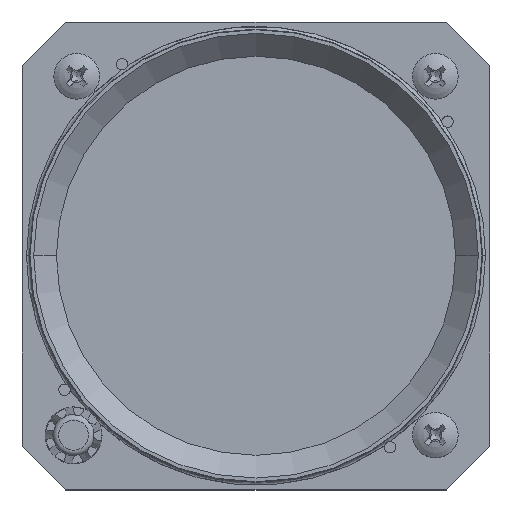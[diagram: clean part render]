
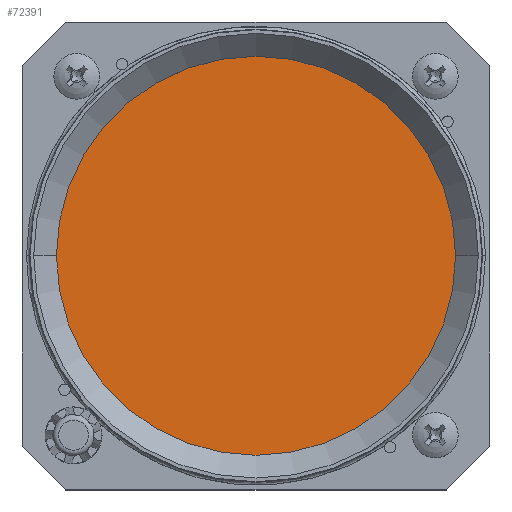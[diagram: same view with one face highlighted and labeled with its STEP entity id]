
A CAD part, top view. The second image highlights one B-rep face of the part: STEP entity #72391.
In plain terms, the highlighted planar face has unit normal (0, 0, 1).
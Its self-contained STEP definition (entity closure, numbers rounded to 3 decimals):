
#72363 = VERTEX_POINT('',#72364);
#72364 = CARTESIAN_POINT('',(37.978,0.,0.));
#72380 = EDGE_CURVE('',#72363,#72363,#72381,.T.);
#72381 = CIRCLE('',#72382,37.978);
#72382 = AXIS2_PLACEMENT_3D('',#72383,#72384,#72385);
#72383 = CARTESIAN_POINT('',(0.,0.,0.));
#72384 = DIRECTION('',(0.,0.,1.));
#72385 = DIRECTION('',(1.,0.,0.));
#72391 = ADVANCED_FACE('',(#72392),#72395,.T.);
#72392 = FACE_BOUND('',#72393,.T.);
#72393 = EDGE_LOOP('',(#72394));
#72394 = ORIENTED_EDGE('',*,*,#72380,.T.);
#72395 = PLANE('',#72396);
#72396 = AXIS2_PLACEMENT_3D('',#72397,#72398,#72399);
#72397 = CARTESIAN_POINT('',(0.,0.,0.));
#72398 = DIRECTION('',(0.,0.,1.));
#72399 = DIRECTION('',(1.,0.,0.));
